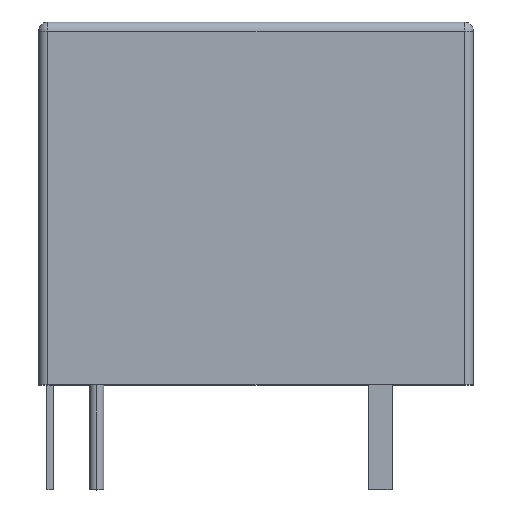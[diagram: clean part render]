
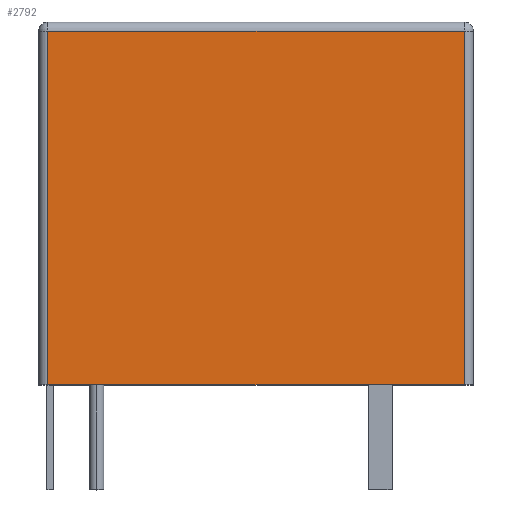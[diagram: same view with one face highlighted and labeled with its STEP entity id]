
A CAD part, top view. The second image highlights one B-rep face of the part: STEP entity #2792.
In plain terms, the highlighted planar face has unit normal (0, 0, 1).
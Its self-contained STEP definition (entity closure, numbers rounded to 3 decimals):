
#41 = VERTEX_POINT ( 'NONE', #1690 ) ;
#98 = FACE_OUTER_BOUND ( 'NONE', #2355, .T. ) ;
#290 = ORIENTED_EDGE ( 'NONE', *, *, #2180, .T. ) ;
#353 = DIRECTION ( 'NONE',  ( 0., 1., 0. ) ) ;
#360 = VECTOR ( 'NONE', #809, 1000. ) ;
#368 = VERTEX_POINT ( 'NONE', #1967 ) ;
#451 = EDGE_CURVE ( 'NONE', #368, #1458, #1825, .T. ) ;
#467 = LINE ( 'NONE', #1312, #1063 ) ;
#620 = LINE ( 'NONE', #1926, #360 ) ;
#809 = DIRECTION ( 'NONE',  ( -1., 0., 0. ) ) ;
#824 = CARTESIAN_POINT ( 'NONE',  ( -9.35, 15.6, 7.7 ) ) ;
#883 = LINE ( 'NONE', #1076, #1153 ) ;
#890 = AXIS2_PLACEMENT_3D ( 'NONE', #824, #2760, #1469 ) ;
#900 = CARTESIAN_POINT ( 'NONE',  ( 8.95, 15.2, 7.7 ) ) ;
#988 = DIRECTION ( 'NONE',  ( 0., -1., 0. ) ) ;
#992 = EDGE_CURVE ( 'NONE', #1458, #41, #467, .T. ) ;
#1063 = VECTOR ( 'NONE', #2209, 1000. ) ;
#1076 = CARTESIAN_POINT ( 'NONE',  ( 8.95, 15.6, 7.7 ) ) ;
#1153 = VECTOR ( 'NONE', #353, 1000. ) ;
#1181 = CARTESIAN_POINT ( 'NONE',  ( -8.95, 0., 7.7 ) ) ;
#1204 = ORIENTED_EDGE ( 'NONE', *, *, #992, .T. ) ;
#1312 = CARTESIAN_POINT ( 'NONE',  ( -9.35, 0., 7.7 ) ) ;
#1458 = VERTEX_POINT ( 'NONE', #1181 ) ;
#1469 = DIRECTION ( 'NONE',  ( -1., 0., 0. ) ) ;
#1606 = EDGE_CURVE ( 'NONE', #41, #2273, #883, .T. ) ;
#1634 = CARTESIAN_POINT ( 'NONE',  ( -8.95, 15.6, 7.7 ) ) ;
#1690 = CARTESIAN_POINT ( 'NONE',  ( 8.95, 0., 7.7 ) ) ;
#1825 = LINE ( 'NONE', #1634, #2280 ) ;
#1926 = CARTESIAN_POINT ( 'NONE',  ( -9.35, 15.2, 7.7 ) ) ;
#1967 = CARTESIAN_POINT ( 'NONE',  ( -8.95, 15.2, 7.7 ) ) ;
#2134 = ORIENTED_EDGE ( 'NONE', *, *, #1606, .T. ) ;
#2180 = EDGE_CURVE ( 'NONE', #2273, #368, #620, .T. ) ;
#2209 = DIRECTION ( 'NONE',  ( 1., 0., 0. ) ) ;
#2273 = VERTEX_POINT ( 'NONE', #900 ) ;
#2280 = VECTOR ( 'NONE', #988, 1000. ) ;
#2355 = EDGE_LOOP ( 'NONE', ( #1204, #2134, #290, #2593 ) ) ;
#2593 = ORIENTED_EDGE ( 'NONE', *, *, #451, .T. ) ;
#2719 = PLANE ( 'NONE',  #890 ) ;
#2760 = DIRECTION ( 'NONE',  ( 0., 0., -1. ) ) ;
#2792 = ADVANCED_FACE ( 'NONE', ( #98 ), #2719, .F. ) ;
